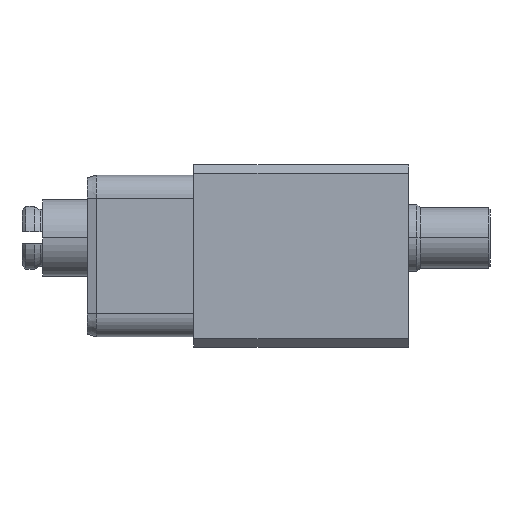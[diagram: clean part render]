
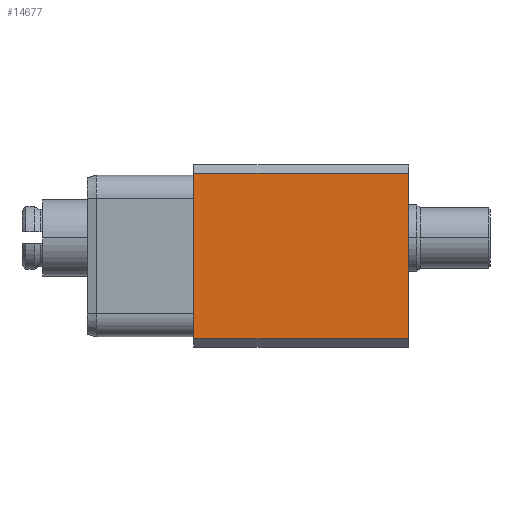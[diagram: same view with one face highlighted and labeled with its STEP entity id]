
A CAD part, left-side view. The second image highlights one B-rep face of the part: STEP entity #14677.
In plain terms, the highlighted planar face has unit normal (-1, 0, 0).
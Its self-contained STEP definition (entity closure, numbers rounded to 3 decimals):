
#17=DIRECTION('',(0.,-1.,0.));
#18=VECTOR('',#17,17.86);
#19=CARTESIAN_POINT('',(-37.48,0.015,-6.861));
#20=LINE('',#19,#18);
#1670=DIRECTION('',(0.,0.,1.));
#1671=VECTOR('',#1670,13.722);
#1672=CARTESIAN_POINT('',(-37.48,-17.845,-6.861));
#1673=LINE('',#1672,#1671);
#1682=DIRECTION('',(0.,0.,1.));
#1683=VECTOR('',#1682,13.722);
#1684=CARTESIAN_POINT('',(-37.48,0.015,-6.861));
#1685=LINE('',#1684,#1683);
#1694=DIRECTION('',(0.,-1.,0.));
#1695=VECTOR('',#1694,17.86);
#1696=CARTESIAN_POINT('',(-37.48,0.015,6.861));
#1697=LINE('',#1696,#1695);
#11092=CARTESIAN_POINT('',(-37.48,0.015,6.861));
#11093=CARTESIAN_POINT('',(-37.48,-17.845,6.861));
#11094=VERTEX_POINT('',#11092);
#11095=VERTEX_POINT('',#11093);
#11100=CARTESIAN_POINT('',(-37.48,0.015,-6.861));
#11101=CARTESIAN_POINT('',(-37.48,-17.845,-6.861));
#11102=VERTEX_POINT('',#11100);
#11103=VERTEX_POINT('',#11101);
#14665=CARTESIAN_POINT('',(-37.48,0.,-7.555));
#14666=DIRECTION('',(-1.,0.,0.));
#14667=DIRECTION('',(0.,-1.,0.));
#14668=AXIS2_PLACEMENT_3D('',#14665,#14666,#14667);
#14669=PLANE('',#14668);
#14670=ORIENTED_EDGE('',*,*,#13143,.F.);
#14671=ORIENTED_EDGE('',*,*,#13185,.T.);
#14673=ORIENTED_EDGE('',*,*,#14672,.T.);
#14674=ORIENTED_EDGE('',*,*,#14636,.F.);
#14675=EDGE_LOOP('',(#14670,#14671,#14673,#14674));
#14676=FACE_OUTER_BOUND('',#14675,.F.);
#14677=ADVANCED_FACE('',(#14676),#14669,.T.);
#13143=EDGE_CURVE('',#11102,#11103,#20,.T.);
#13185=EDGE_CURVE('',#11102,#11094,#1685,.T.);
#14636=EDGE_CURVE('',#11103,#11095,#1673,.T.);
#14672=EDGE_CURVE('',#11094,#11095,#1697,.T.);
